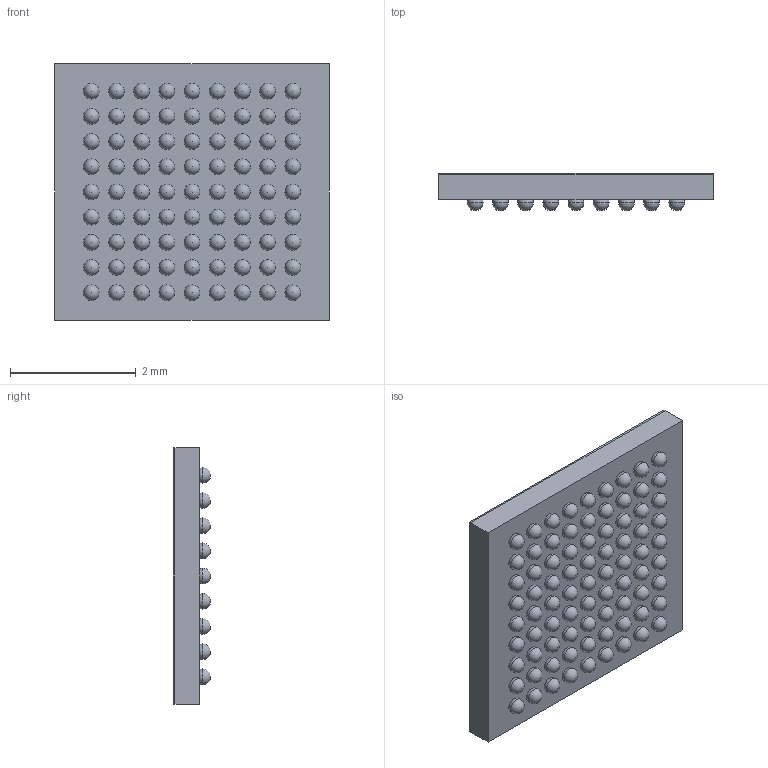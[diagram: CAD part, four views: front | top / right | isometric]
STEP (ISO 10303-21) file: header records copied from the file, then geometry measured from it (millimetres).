
FILE_DESCRIPTION (( 'STEP AP214' ), '1' );
FILE_NAME ('STM32L562MEY6PTR.STEP', '2020-10-03T03:23:49', ( '' ), ( '' ), 'SwSTEP 2.0', 'SolidWorks 2017', '' );
FILE_SCHEMA (( 'AUTOMOTIVE_DESIGN' ));
Length unit declared in the file: millimetre
Products named in the file (1): STM32L562MEY6PTR
Bounding box: 4.36 x 0.59 x 4.07 mm (x, y, z)
Volume: 7.8 mm3; surface area: 92.7 mm2
Topology: 84 solids, 84 shells, 264 faces, 690 edges, 514 vertices
Faces by surface type: sphere 162, plane 96, cylinder 6
Entity records: 7003 total; most frequent: DIRECTION 1232, CARTESIAN_POINT 983, ORIENTED_EDGE 732, AXIS2_PLACEMENT_3D 601, EDGE_CURVE 366, VERTEX_POINT 352, EDGE_LOOP 348, CIRCLE 336
